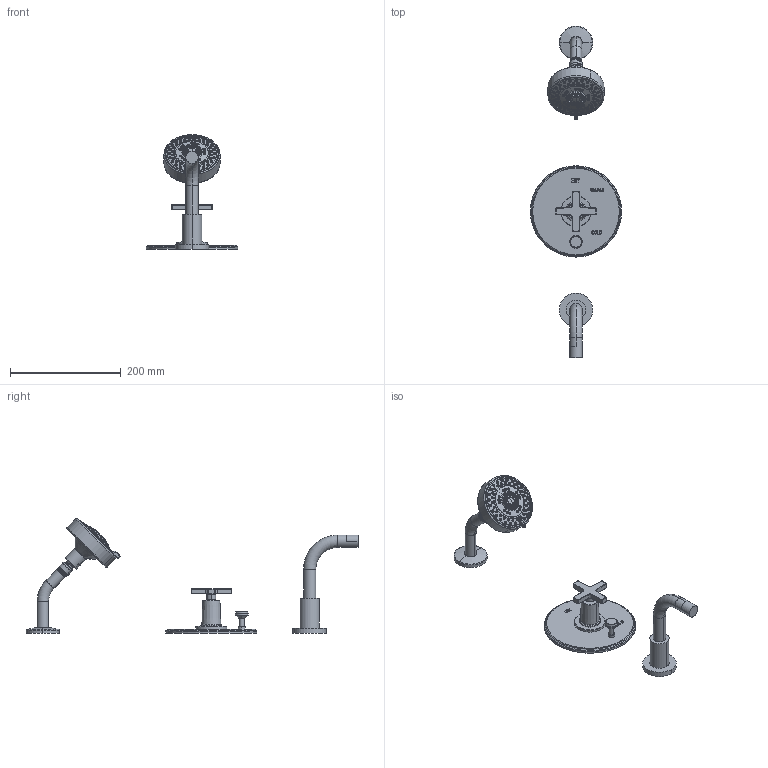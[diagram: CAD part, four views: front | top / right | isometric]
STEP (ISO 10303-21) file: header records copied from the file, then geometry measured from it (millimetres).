
FILE_DESCRIPTION((''),'2;1');
FILE_NAME('3-2982BP','2021-06-01T13:53:01',('jinson.thomas'),(''),'CREO PARAMETRIC BY PTC INC, 2018400','CREO PARAMETRIC BY PTC INC, 2018400','');
FILE_SCHEMA(('CONFIG_CONTROL_DESIGN'));
Length unit declared in the file: inch
Products named in the file (1): 3-2982BP
Bounding box: 165.1 x 600.2 x 207.64 mm (x, y, z)
Volume: 723668.1 mm3; surface area: 132639 mm2
Topology: 3 solids, 3 shells, 1446 faces, 3223 edges, 1957 vertices
Faces by surface type: plane 417, torus 355, cone 304, cylinder 252, bspline 96, sphere 22
Entity records: 60036 total; most frequent: CARTESIAN_POINT 28483, DIRECTION 6567, ORIENTED_EDGE 6442, EDGE_CURVE 3221, AXIS2_PLACEMENT_3D 2582, VERTEX_POINT 1957, EDGE_LOOP 1638, FACE_OUTER_BOUND 1446
